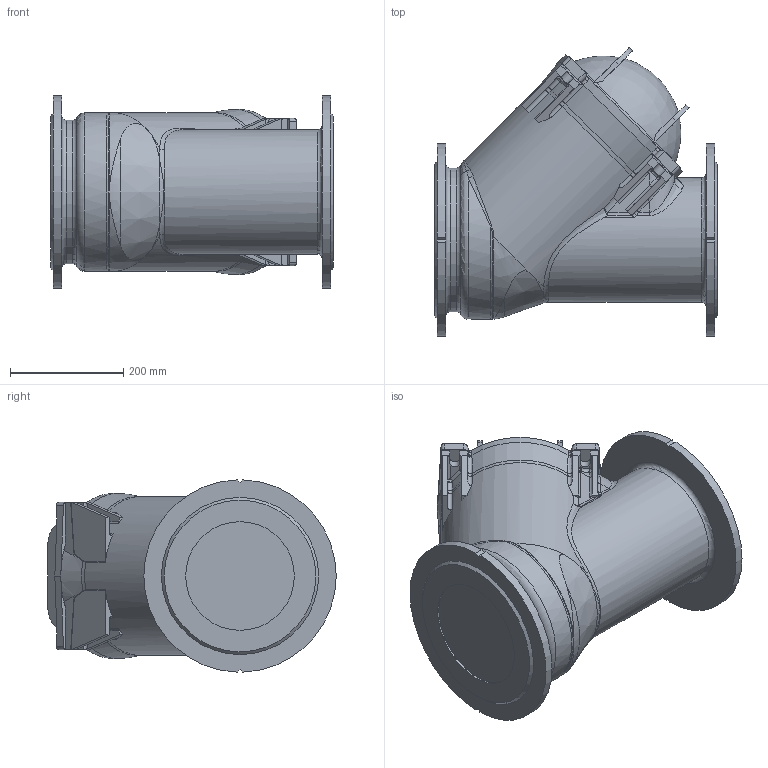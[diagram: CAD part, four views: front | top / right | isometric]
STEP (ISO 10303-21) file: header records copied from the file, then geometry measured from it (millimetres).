
FILE_DESCRIPTION (( 'STEP AP203' ), '1' );
FILE_NAME ('O_53_35_DN200_AA1_step.step', '2016-05-12T06:46:37', ( 'Windows User' ), ( 'AVK' ), 'SwSTEP 2.0', 'SolidWorks 2012', '' );
FILE_SCHEMA (( 'CONFIG_CONTROL_DESIGN' ));
Length unit declared in the file: millimetre
Products named in the file (1): O_53_35_DN200_AA1_step
Bounding box: 500 x 509.76 x 339.86 mm (x, y, z)
Volume: 38493383.6 mm3; surface area: 923819.6 mm2
Topology: 1 solids, 1 shells, 315 faces, 798 edges, 490 vertices
Faces by surface type: plane 128, cylinder 73, bspline 69, torus 20, sphere 17, cone 8
Full cylindrical faces by diameter (mm): 192 x1, 200 x1, 220 x1, 254 x1
Entity records: 11921 total; most frequent: CARTESIAN_POINT 5128, ORIENTED_EDGE 1556, DIRECTION 1220, EDGE_CURVE 778, VERTEX_POINT 483, AXIS2_PLACEMENT_3D 455, EDGE_LOOP 331, FACE_OUTER_BOUND 322
